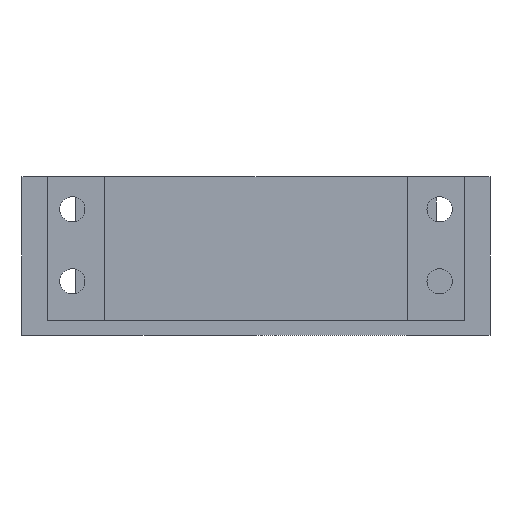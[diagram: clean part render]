
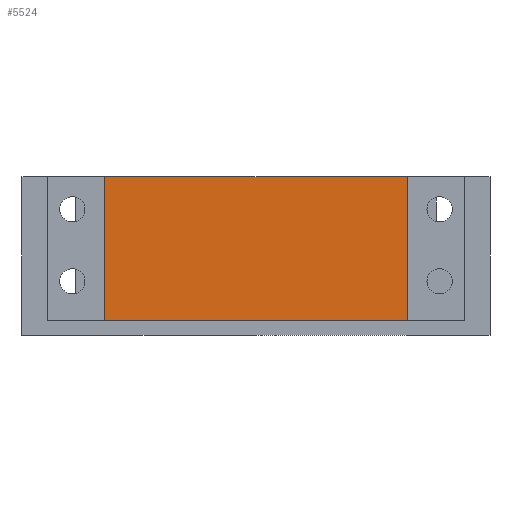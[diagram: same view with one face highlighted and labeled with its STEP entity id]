
A CAD part, front view. The second image highlights one B-rep face of the part: STEP entity #5524.
In plain terms, the highlighted planar face has unit normal (0, -1, 0).
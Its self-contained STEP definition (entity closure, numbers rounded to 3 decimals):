
#264 = PLANE('',#265);
#265 = AXIS2_PLACEMENT_3D('',#266,#267,#268);
#266 = CARTESIAN_POINT('',(21.,-1.,2.));
#267 = DIRECTION('',(0.,0.,-1.));
#268 = DIRECTION('',(-1.,0.,0.));
#1544 = EDGE_CURVE('',#1545,#1547,#1549,.T.);
#1545 = VERTEX_POINT('',#1546);
#1546 = CARTESIAN_POINT('',(21.,-1.,2.));
#1547 = VERTEX_POINT('',#1548);
#1548 = CARTESIAN_POINT('',(-21.,-1.,2.));
#1549 = SURFACE_CURVE('',#1550,(#1554,#1561),.PCURVE_S1.);
#1550 = LINE('',#1551,#1552);
#1551 = CARTESIAN_POINT('',(21.,-1.,2.));
#1552 = VECTOR('',#1553,1.);
#1553 = DIRECTION('',(-1.,0.,0.));
#1554 = PCURVE('',#264,#1555);
#1555 = DEFINITIONAL_REPRESENTATION('',(#1556),#1560);
#1556 = LINE('',#1557,#1558);
#1557 = CARTESIAN_POINT('',(0.,0.));
#1558 = VECTOR('',#1559,1.);
#1559 = DIRECTION('',(1.,0.));
#1560 = ( GEOMETRIC_REPRESENTATION_CONTEXT(2) 
PARAMETRIC_REPRESENTATION_CONTEXT() REPRESENTATION_CONTEXT('2D SPACE',''
  ) );
#1561 = PCURVE('',#1562,#1567);
#1562 = PLANE('',#1563);
#1563 = AXIS2_PLACEMENT_3D('',#1564,#1565,#1566);
#1564 = CARTESIAN_POINT('',(21.,-1.,22.));
#1565 = DIRECTION('',(0.,1.,0.));
#1566 = DIRECTION('',(-1.,0.,0.));
#1567 = DEFINITIONAL_REPRESENTATION('',(#1568),#1572);
#1568 = LINE('',#1569,#1570);
#1569 = CARTESIAN_POINT('',(0.,-20.));
#1570 = VECTOR('',#1571,1.);
#1571 = DIRECTION('',(1.,0.));
#1572 = ( GEOMETRIC_REPRESENTATION_CONTEXT(2) 
PARAMETRIC_REPRESENTATION_CONTEXT() REPRESENTATION_CONTEXT('2D SPACE',''
  ) );
#1590 = PLANE('',#1591);
#1591 = AXIS2_PLACEMENT_3D('',#1592,#1593,#1594);
#1592 = CARTESIAN_POINT('',(21.,-30.,22.));
#1593 = DIRECTION('',(1.,0.,0.));
#1594 = DIRECTION('',(0.,1.,0.));
#1785 = PLANE('',#1786);
#1786 = AXIS2_PLACEMENT_3D('',#1787,#1788,#1789);
#1787 = CARTESIAN_POINT('',(-21.,-1.,22.));
#1788 = DIRECTION('',(-1.,0.,0.));
#1789 = DIRECTION('',(0.,-1.,0.));
#3501 = PLANE('',#3502);
#3502 = AXIS2_PLACEMENT_3D('',#3503,#3504,#3505);
#3503 = CARTESIAN_POINT('',(-32.5,-39.,22.));
#3504 = DIRECTION('',(0.,0.,1.));
#3505 = DIRECTION('',(1.,0.,0.));
#5524 = ADVANCED_FACE('',(#5525),#1562,.F.);
#5525 = FACE_BOUND('',#5526,.F.);
#5526 = EDGE_LOOP('',(#5527,#5550,#5551,#5574));
#5527 = ORIENTED_EDGE('',*,*,#5528,.T.);
#5528 = EDGE_CURVE('',#5529,#1545,#5531,.T.);
#5529 = VERTEX_POINT('',#5530);
#5530 = CARTESIAN_POINT('',(21.,-1.,22.));
#5531 = SURFACE_CURVE('',#5532,(#5536,#5543),.PCURVE_S1.);
#5532 = LINE('',#5533,#5534);
#5533 = CARTESIAN_POINT('',(21.,-1.,22.));
#5534 = VECTOR('',#5535,1.);
#5535 = DIRECTION('',(-0.,-0.,-1.));
#5536 = PCURVE('',#1562,#5537);
#5537 = DEFINITIONAL_REPRESENTATION('',(#5538),#5542);
#5538 = LINE('',#5539,#5540);
#5539 = CARTESIAN_POINT('',(0.,0.));
#5540 = VECTOR('',#5541,1.);
#5541 = DIRECTION('',(0.,-1.));
#5542 = ( GEOMETRIC_REPRESENTATION_CONTEXT(2) 
PARAMETRIC_REPRESENTATION_CONTEXT() REPRESENTATION_CONTEXT('2D SPACE',''
  ) );
#5543 = PCURVE('',#1590,#5544);
#5544 = DEFINITIONAL_REPRESENTATION('',(#5545),#5549);
#5545 = LINE('',#5546,#5547);
#5546 = CARTESIAN_POINT('',(29.,0.));
#5547 = VECTOR('',#5548,1.);
#5548 = DIRECTION('',(0.,-1.));
#5549 = ( GEOMETRIC_REPRESENTATION_CONTEXT(2) 
PARAMETRIC_REPRESENTATION_CONTEXT() REPRESENTATION_CONTEXT('2D SPACE',''
  ) );
#5550 = ORIENTED_EDGE('',*,*,#1544,.T.);
#5551 = ORIENTED_EDGE('',*,*,#5552,.F.);
#5552 = EDGE_CURVE('',#5553,#1547,#5555,.T.);
#5553 = VERTEX_POINT('',#5554);
#5554 = CARTESIAN_POINT('',(-21.,-1.,22.));
#5555 = SURFACE_CURVE('',#5556,(#5560,#5567),.PCURVE_S1.);
#5556 = LINE('',#5557,#5558);
#5557 = CARTESIAN_POINT('',(-21.,-1.,22.));
#5558 = VECTOR('',#5559,1.);
#5559 = DIRECTION('',(-0.,-0.,-1.));
#5560 = PCURVE('',#1562,#5561);
#5561 = DEFINITIONAL_REPRESENTATION('',(#5562),#5566);
#5562 = LINE('',#5563,#5564);
#5563 = CARTESIAN_POINT('',(42.,0.));
#5564 = VECTOR('',#5565,1.);
#5565 = DIRECTION('',(0.,-1.));
#5566 = ( GEOMETRIC_REPRESENTATION_CONTEXT(2) 
PARAMETRIC_REPRESENTATION_CONTEXT() REPRESENTATION_CONTEXT('2D SPACE',''
  ) );
#5567 = PCURVE('',#1785,#5568);
#5568 = DEFINITIONAL_REPRESENTATION('',(#5569),#5573);
#5569 = LINE('',#5570,#5571);
#5570 = CARTESIAN_POINT('',(0.,0.));
#5571 = VECTOR('',#5572,1.);
#5572 = DIRECTION('',(0.,-1.));
#5573 = ( GEOMETRIC_REPRESENTATION_CONTEXT(2) 
PARAMETRIC_REPRESENTATION_CONTEXT() REPRESENTATION_CONTEXT('2D SPACE',''
  ) );
#5574 = ORIENTED_EDGE('',*,*,#5575,.F.);
#5575 = EDGE_CURVE('',#5529,#5553,#5576,.T.);
#5576 = SURFACE_CURVE('',#5577,(#5581,#5588),.PCURVE_S1.);
#5577 = LINE('',#5578,#5579);
#5578 = CARTESIAN_POINT('',(21.,-1.,22.));
#5579 = VECTOR('',#5580,1.);
#5580 = DIRECTION('',(-1.,0.,0.));
#5581 = PCURVE('',#1562,#5582);
#5582 = DEFINITIONAL_REPRESENTATION('',(#5583),#5587);
#5583 = LINE('',#5584,#5585);
#5584 = CARTESIAN_POINT('',(0.,0.));
#5585 = VECTOR('',#5586,1.);
#5586 = DIRECTION('',(1.,0.));
#5587 = ( GEOMETRIC_REPRESENTATION_CONTEXT(2) 
PARAMETRIC_REPRESENTATION_CONTEXT() REPRESENTATION_CONTEXT('2D SPACE',''
  ) );
#5588 = PCURVE('',#3501,#5589);
#5589 = DEFINITIONAL_REPRESENTATION('',(#5590),#5594);
#5590 = LINE('',#5591,#5592);
#5591 = CARTESIAN_POINT('',(53.5,38.));
#5592 = VECTOR('',#5593,1.);
#5593 = DIRECTION('',(-1.,0.));
#5594 = ( GEOMETRIC_REPRESENTATION_CONTEXT(2) 
PARAMETRIC_REPRESENTATION_CONTEXT() REPRESENTATION_CONTEXT('2D SPACE',''
  ) );
